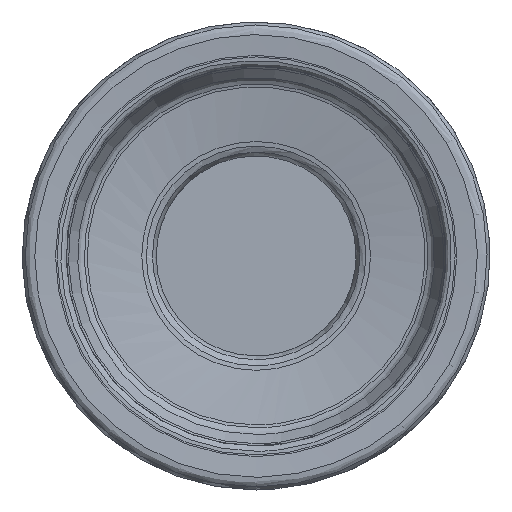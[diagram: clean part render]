
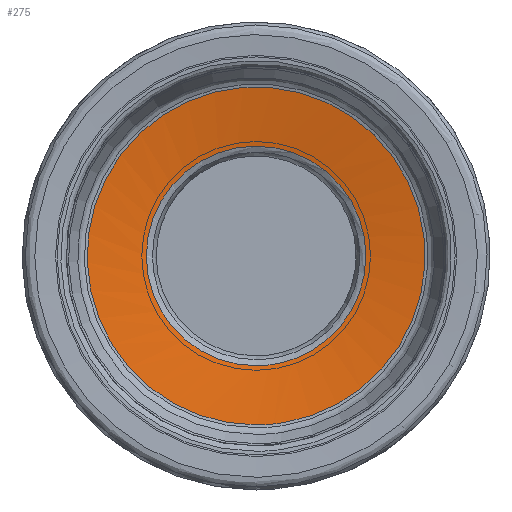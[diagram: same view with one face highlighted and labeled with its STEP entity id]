
A CAD part, left-side view. The second image highlights one B-rep face of the part: STEP entity #275.
In plain terms, the highlighted face is a revolution surface.
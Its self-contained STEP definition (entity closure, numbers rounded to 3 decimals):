
#58=SURFACE_OF_REVOLUTION('',#94,#82);
#82=AXIS1_PLACEMENT('',#992,#841);
#94=LINE('',#991,#102);
#102=VECTOR('',#840,1.962);
#275=ADVANCED_FACE('',(#348,#349),#58,.T.);
#348=FACE_BOUND('',#424,.T.);
#349=FACE_BOUND('',#425,.T.);
#424=EDGE_LOOP('',(#500));
#425=EDGE_LOOP('',(#501));
#500=ORIENTED_EDGE('',*,*,#583,.F.);
#501=ORIENTED_EDGE('',*,*,#582,.T.);
#544=VERTEX_POINT('',#986);
#545=VERTEX_POINT('',#990);
#582=EDGE_CURVE('',#544,#544,#620,.T.);
#583=EDGE_CURVE('',#545,#545,#621,.T.);
#620=CIRCLE('',#684,3.283);
#621=CIRCLE('',#686,5.053);
#684=AXIS2_PLACEMENT_3D('',#985,#833,#834);
#686=AXIS2_PLACEMENT_3D('',#989,#838,#839);
#833=DIRECTION('',(1.,0.,0.));
#834=DIRECTION('',(0.,0.,-1.));
#838=DIRECTION('',(1.,0.,0.));
#839=DIRECTION('',(0.,0.,-1.));
#840=DIRECTION('',(-0.148,-0.958,-0.244));
#841=DIRECTION('',(1.,0.,0.));
#985=CARTESIAN_POINT('',(1.477,0.,0.));
#986=CARTESIAN_POINT('',(1.477,0.,-3.283));
#989=CARTESIAN_POINT('',(1.186,0.,0.));
#990=CARTESIAN_POINT('',(1.186,0.,-5.053));
#991=CARTESIAN_POINT('',(1.477,-3.155,0.909));
#992=CARTESIAN_POINT('',(9.,0.,0.));
